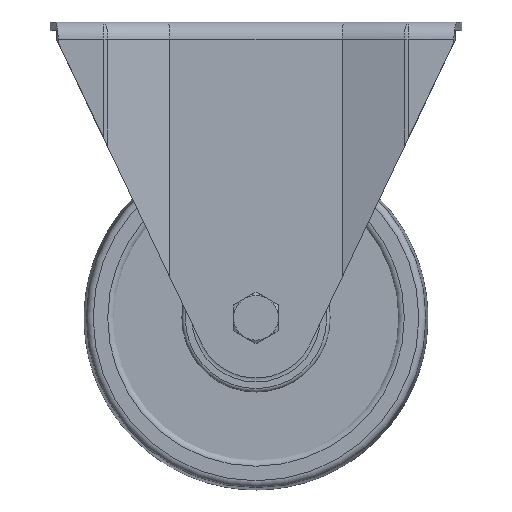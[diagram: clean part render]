
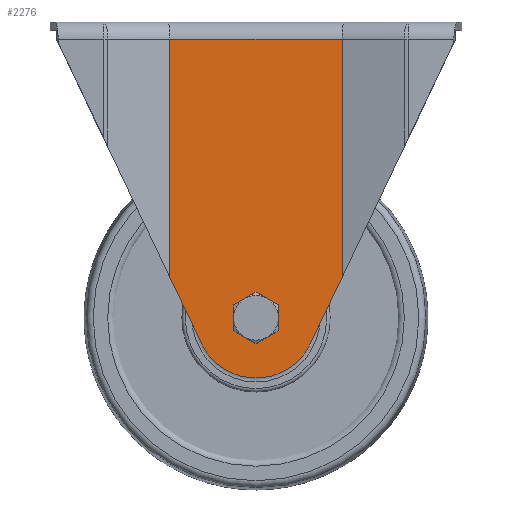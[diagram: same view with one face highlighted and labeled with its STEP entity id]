
A CAD part, top view. The second image highlights one B-rep face of the part: STEP entity #2276.
In plain terms, the highlighted planar face has unit normal (0, 0, 1).
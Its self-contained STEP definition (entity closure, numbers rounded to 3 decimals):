
#157=LINE('',#3907,#281);
#170=LINE('',#3946,#294);
#182=LINE('',#3977,#306);
#184=LINE('',#3983,#308);
#185=LINE('',#3985,#309);
#281=VECTOR('',#3093,1000.);
#294=VECTOR('',#3128,1000.);
#306=VECTOR('',#3156,1000.);
#308=VECTOR('',#3162,1000.);
#309=VECTOR('',#3163,1000.);
#413=PLANE('',#2596);
#521=CIRCLE('',#2582,17.5);
#525=CIRCLE('',#2597,4.3);
#898=ORIENTED_EDGE('',*,*,#1341,.T.);
#899=ORIENTED_EDGE('',*,*,#1342,.T.);
#900=ORIENTED_EDGE('',*,*,#1343,.T.);
#901=ORIENTED_EDGE('',*,*,#1339,.F.);
#902=ORIENTED_EDGE('',*,*,#1323,.T.);
#903=ORIENTED_EDGE('',*,*,#1315,.F.);
#904=ORIENTED_EDGE('',*,*,#1303,.T.);
#1303=EDGE_CURVE('',#1560,#1567,#157,.T.);
#1315=EDGE_CURVE('',#1560,#1576,#521,.F.);
#1323=EDGE_CURVE('',#1583,#1576,#170,.T.);
#1339=EDGE_CURVE('',#1583,#1594,#182,.T.);
#1341=EDGE_CURVE('',#1595,#1595,#525,.F.);
#1342=EDGE_CURVE('',#1567,#1596,#184,.T.);
#1343=EDGE_CURVE('',#1596,#1594,#185,.F.);
#1560=VERTEX_POINT('',#3892);
#1567=VERTEX_POINT('',#3906);
#1576=VERTEX_POINT('',#3928);
#1583=VERTEX_POINT('',#3947);
#1594=VERTEX_POINT('',#3978);
#1595=VERTEX_POINT('',#3982);
#1596=VERTEX_POINT('',#3984);
#1851=EDGE_LOOP('',(#898));
#1852=EDGE_LOOP('',(#899,#900,#901,#902,#903,#904));
#2079=FACE_BOUND('',#1851,.T.);
#2080=FACE_BOUND('',#1852,.T.);
#2276=ADVANCED_FACE('',(#2079,#2080),#413,.T.);
#2582=AXIS2_PLACEMENT_3D('',#3931,#3112,#3113);
#2596=AXIS2_PLACEMENT_3D('',#3980,#3158,#3159);
#2597=AXIS2_PLACEMENT_3D('',#3981,#3160,#3161);
#3093=DIRECTION('',(0.43,0.903,0.));
#3112=DIRECTION('',(0.,0.,1.));
#3113=DIRECTION('',(1.,0.,0.));
#3128=DIRECTION('',(0.43,-0.903,0.));
#3156=DIRECTION('',(0.,1.,0.));
#3158=DIRECTION('',(0.,0.,1.));
#3159=DIRECTION('',(1.,0.,0.));
#3160=DIRECTION('',(0.,0.,1.));
#3161=DIRECTION('',(1.,0.,0.));
#3162=DIRECTION('',(0.,1.,0.));
#3163=DIRECTION('',(1.,0.,0.));
#3892=CARTESIAN_POINT('',(15.798,-93.528,21.));
#3906=CARTESIAN_POINT('',(25.,-74.217,21.));
#3907=CARTESIAN_POINT('',(4.376,-117.498,21.));
#3928=CARTESIAN_POINT('',(-15.798,-93.528,21.));
#3931=CARTESIAN_POINT('',(0.,-86.,21.));
#3946=CARTESIAN_POINT('',(-13.628,-98.081,21.));
#3947=CARTESIAN_POINT('',(-25.,-74.217,21.));
#3977=CARTESIAN_POINT('',(-25.,-103.5,21.));
#3978=CARTESIAN_POINT('',(-25.,-5.,21.));
#3980=CARTESIAN_POINT('',(-25.,-103.5,21.));
#3981=CARTESIAN_POINT('',(0.,-86.,21.));
#3982=CARTESIAN_POINT('',(4.3,-86.,21.));
#3983=CARTESIAN_POINT('',(25.,-103.5,21.));
#3984=CARTESIAN_POINT('',(25.,-5.,21.));
#3985=CARTESIAN_POINT('',(-25.,-5.,21.));
